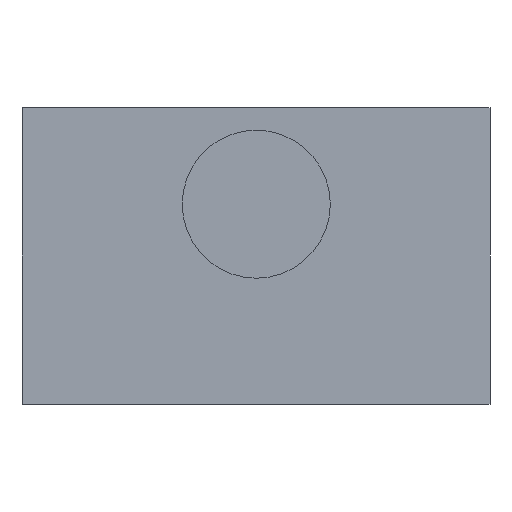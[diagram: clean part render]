
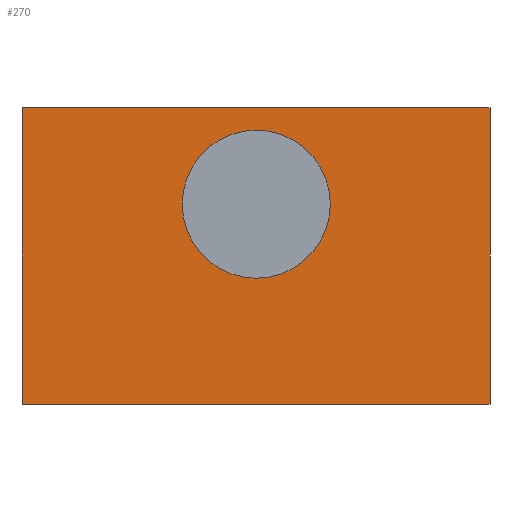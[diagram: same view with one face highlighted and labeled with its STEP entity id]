
A CAD part, front view. The second image highlights one B-rep face of the part: STEP entity #270.
In plain terms, the highlighted planar face has unit normal (0, -1, 0).
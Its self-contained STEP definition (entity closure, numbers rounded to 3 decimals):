
#15=FACE_BOUND('',#60,.T.);
#17=CIRCLE('',#299,2.5);
#27=PLANE('',#306);
#43=FACE_OUTER_BOUND('',#59,.T.);
#59=EDGE_LOOP('',(#238,#239,#240,#241));
#60=EDGE_LOOP('',(#242));
#80=LINE('',#422,#109);
#85=LINE('',#438,#114);
#93=LINE('',#453,#122);
#94=LINE('',#455,#123);
#109=VECTOR('',#344,10.);
#114=VECTOR('',#361,10.);
#122=VECTOR('',#377,10.);
#123=VECTOR('',#380,10.);
#136=VERTEX_POINT('',#419);
#137=VERTEX_POINT('',#421);
#140=VERTEX_POINT('',#430);
#141=VERTEX_POINT('',#435);
#145=VERTEX_POINT('',#451);
#164=EDGE_CURVE('',#136,#137,#80,.T.);
#169=EDGE_CURVE('',#140,#140,#17,.T.);
#171=EDGE_CURVE('',#141,#136,#85,.T.);
#179=EDGE_CURVE('',#145,#137,#93,.T.);
#180=EDGE_CURVE('',#141,#145,#94,.T.);
#238=ORIENTED_EDGE('',*,*,#180,.T.);
#239=ORIENTED_EDGE('',*,*,#179,.T.);
#240=ORIENTED_EDGE('',*,*,#164,.F.);
#241=ORIENTED_EDGE('',*,*,#171,.F.);
#242=ORIENTED_EDGE('',*,*,#169,.T.);
#270=ADVANCED_FACE('',(#43,#15),#27,.T.);
#299=AXIS2_PLACEMENT_3D('',#432,#354,#355);
#306=AXIS2_PLACEMENT_3D('',#454,#378,#379);
#344=DIRECTION('',(-1.,0.,0.));
#354=DIRECTION('center_axis',(0.,1.,0.));
#355=DIRECTION('ref_axis',(1.,0.,0.));
#361=DIRECTION('',(0.,0.,-1.));
#377=DIRECTION('',(0.,0.,-1.));
#378=DIRECTION('center_axis',(0.,-1.,0.));
#379=DIRECTION('ref_axis',(-1.,0.,0.));
#380=DIRECTION('',(-1.,0.,0.));
#419=CARTESIAN_POINT('',(-13.75,70.158,-10.3));
#421=CARTESIAN_POINT('',(-29.55,70.158,-10.3));
#422=CARTESIAN_POINT('',(-28.05,70.158,-10.3));
#430=CARTESIAN_POINT('',(-24.14,70.158,-3.55));
#432=CARTESIAN_POINT('Origin',(-21.64,70.158,-3.55));
#435=CARTESIAN_POINT('',(-13.75,70.158,-0.3));
#438=CARTESIAN_POINT('',(-13.75,70.158,-0.3));
#451=CARTESIAN_POINT('',(-29.55,70.158,-0.3));
#453=CARTESIAN_POINT('',(-29.55,70.158,-0.3));
#454=CARTESIAN_POINT('Origin',(-13.75,70.158,-0.3));
#455=CARTESIAN_POINT('',(-28.05,70.158,-0.3));
